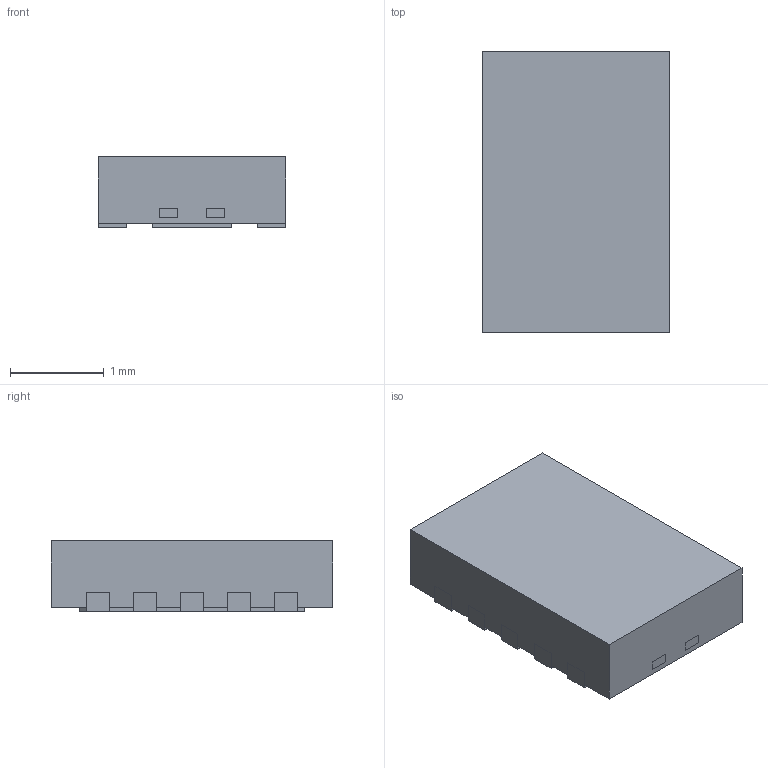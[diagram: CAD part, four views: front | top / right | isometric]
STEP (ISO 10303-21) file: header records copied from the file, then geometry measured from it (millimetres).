
FILE_DESCRIPTION((''),'2;1');
FILE_NAME('DQC0010A_ASM','2016-11-21T',('a0412086'),(''),'CREO PARAMETRIC BY PTC INC, 2016050','CREO PARAMETRIC BY PTC INC, 2016050','');
FILE_SCHEMA(('AUTOMOTIVE_DESIGN { 1 0 10303 214 1 1 1 1 }'));
Length unit declared in the file: millimetre
Products named in the file (3): MOLD-DQC0010A; FRAME-DQC0010A; DQC0010A_ASM
Assembly tree (2 placements, depth 2):
  DQC0010A_ASM
    MOLD-DQC0010A
    FRAME-DQC0010A
Bounding box: 2 x 3 x 0.75 mm (x, y, z)
Volume: 4.4 mm3; surface area: 31.4 mm2
Topology: 12 solids, 12 shells, 149 faces, 384 edges, 256 vertices
Faces by surface type: plane 149
Entity records: 6086 total; most frequent: CARTESIAN_POINT 801, ORIENTED_EDGE 768, DIRECTION 692, PRESENTATION_STYLE_ASSIGNMENT 407, STYLED_ITEM 396, VECTOR 384, LINE 384, CURVE_STYLE 384
